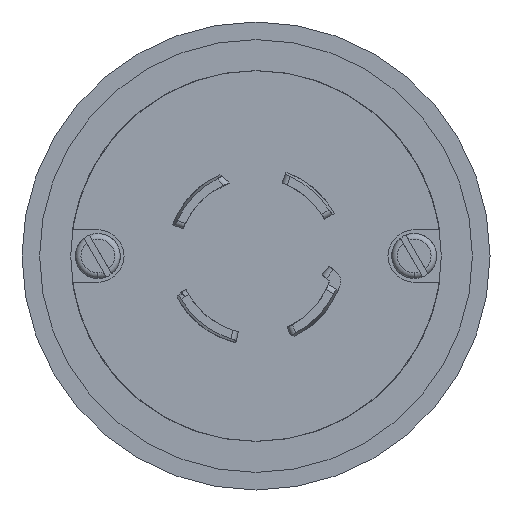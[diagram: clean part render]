
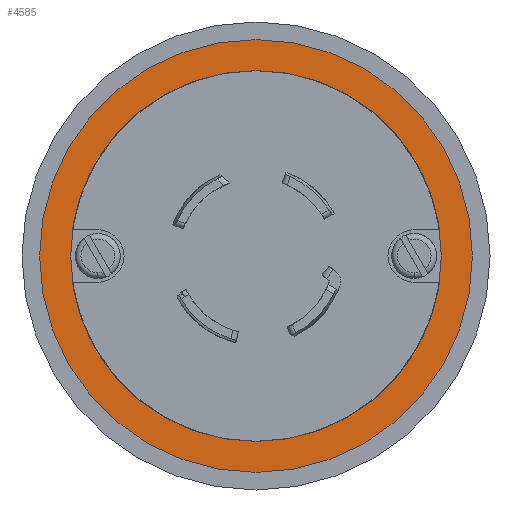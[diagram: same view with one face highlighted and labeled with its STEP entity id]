
A CAD part, front view. The second image highlights one B-rep face of the part: STEP entity #4585.
In plain terms, the highlighted planar face has unit normal (0, -1, 0).
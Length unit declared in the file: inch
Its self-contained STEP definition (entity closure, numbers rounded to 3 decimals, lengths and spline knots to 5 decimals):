
#88 = DIRECTION ( 'NONE',  ( 0., 0., 1. ) ) ;
#160 = DIRECTION ( 'NONE',  ( 0., 0., 1. ) ) ;
#376 = DIRECTION ( 'NONE',  ( 0., 0., 1. ) ) ;
#441 = DIRECTION ( 'NONE',  ( 0., -1., 0. ) ) ;
#492 = AXIS2_PLACEMENT_3D ( 'NONE', #9305, #4892, #376 ) ;
#592 = CARTESIAN_POINT ( 'NONE',  ( 0., 0., 0.99 ) ) ;
#938 = FACE_OUTER_BOUND ( 'NONE', #8598, .T. ) ;
#1043 = AXIS2_PLACEMENT_3D ( 'NONE', #4957, #441, #5730 ) ;
#1547 = EDGE_CURVE ( 'NONE', #8563, #5005, #9058, .T. ) ;
#1622 = CIRCLE ( 'NONE', #8035, 0.99 ) ;
#1987 = ORIENTED_EDGE ( 'NONE', *, *, #4836, .F. ) ;
#2165 = VERTEX_POINT ( 'NONE', #3288 ) ;
#2179 = CIRCLE ( 'NONE', #492, 1.156 ) ;
#2711 = FACE_BOUND ( 'NONE', #3812, .T. ) ;
#3288 = CARTESIAN_POINT ( 'NONE',  ( 0., 0., -0.99 ) ) ;
#3431 = CARTESIAN_POINT ( 'NONE',  ( 0., 0., -1.156 ) ) ;
#3725 = CARTESIAN_POINT ( 'NONE',  ( 0., 0., 0. ) ) ;
#3812 = EDGE_LOOP ( 'NONE', ( #8018, #1987 ) ) ;
#4469 = DIRECTION ( 'NONE',  ( 0., 0., -1. ) ) ;
#4541 = ORIENTED_EDGE ( 'NONE', *, *, #1547, .F. ) ;
#4581 = DIRECTION ( 'NONE',  ( 0., 1., 0. ) ) ;
#4585 = ADVANCED_FACE ( 'NONE', ( #2711, #938 ), #5383, .F. ) ;
#4668 = DIRECTION ( 'NONE',  ( 0., 1., 0. ) ) ;
#4836 = EDGE_CURVE ( 'NONE', #6195, #2165, #6224, .T. ) ;
#4892 = DIRECTION ( 'NONE',  ( 0., 1., 0. ) ) ;
#4957 = CARTESIAN_POINT ( 'NONE',  ( 0., 0., 0. ) ) ;
#5005 = VERTEX_POINT ( 'NONE', #3431 ) ;
#5195 = EDGE_CURVE ( 'NONE', #2165, #6195, #1622, .T. ) ;
#5383 = PLANE ( 'NONE',  #8415 ) ;
#5730 = DIRECTION ( 'NONE',  ( 0., 0., -1. ) ) ;
#6195 = VERTEX_POINT ( 'NONE', #592 ) ;
#6224 = CIRCLE ( 'NONE', #1043, 0.99 ) ;
#8018 = ORIENTED_EDGE ( 'NONE', *, *, #5195, .F. ) ;
#8035 = AXIS2_PLACEMENT_3D ( 'NONE', #3725, #8896, #4469 ) ;
#8415 = AXIS2_PLACEMENT_3D ( 'NONE', #9081, #4668, #160 ) ;
#8563 = VERTEX_POINT ( 'NONE', #9238 ) ;
#8598 = EDGE_LOOP ( 'NONE', ( #9594, #4541 ) ) ;
#8896 = DIRECTION ( 'NONE',  ( 0., -1., 0. ) ) ;
#9002 = CARTESIAN_POINT ( 'NONE',  ( 0., 0., 0. ) ) ;
#9058 = CIRCLE ( 'NONE', #9554, 1.156 ) ;
#9081 = CARTESIAN_POINT ( 'NONE',  ( 0., 0., 0. ) ) ;
#9238 = CARTESIAN_POINT ( 'NONE',  ( 0., 0., 1.156 ) ) ;
#9305 = CARTESIAN_POINT ( 'NONE',  ( 0., 0., 0. ) ) ;
#9463 = EDGE_CURVE ( 'NONE', #5005, #8563, #2179, .T. ) ;
#9554 = AXIS2_PLACEMENT_3D ( 'NONE', #9002, #4581, #88 ) ;
#9594 = ORIENTED_EDGE ( 'NONE', *, *, #9463, .F. ) ;
